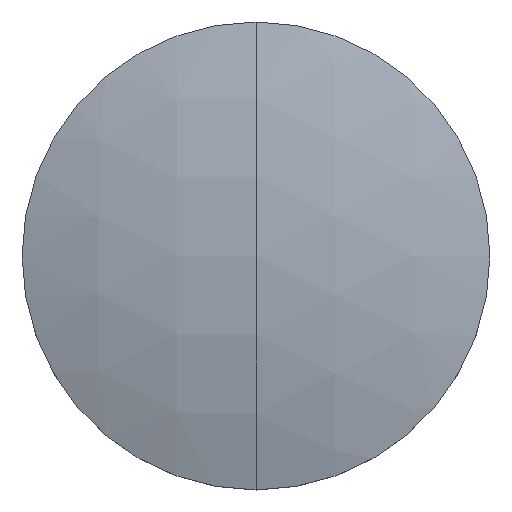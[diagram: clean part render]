
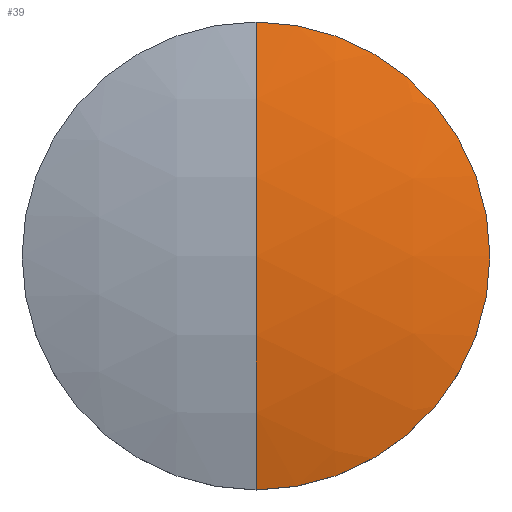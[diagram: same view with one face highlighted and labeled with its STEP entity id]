
A CAD part, top view. The second image highlights one B-rep face of the part: STEP entity #39.
In plain terms, the highlighted spherical face has radius 21.69 mm.
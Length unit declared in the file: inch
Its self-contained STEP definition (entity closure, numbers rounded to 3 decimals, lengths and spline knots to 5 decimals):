
#1 = ORIENTED_EDGE ( 'NONE', *, *, #11, .F. ) ;
#5 = ORIENTED_EDGE ( 'NONE', *, *, #9, .T. ) ;
#9 = EDGE_CURVE ( 'NONE', #22, #12, #70, .T. ) ;
#11 = EDGE_CURVE ( 'NONE', #15, #12, #90, .T. ) ;
#12 = VERTEX_POINT ( 'NONE', #83 ) ;
#15 = VERTEX_POINT ( 'NONE', #74 ) ;
#21 = EDGE_LOOP ( 'NONE', ( #23, #5, #1 ) ) ;
#22 = VERTEX_POINT ( 'NONE', #89 ) ;
#23 = ORIENTED_EDGE ( 'NONE', *, *, #24, .F. ) ;
#24 = EDGE_CURVE ( 'NONE', #22, #15, #88, .T. ) ;
#39 = ADVANCED_FACE ( 'NONE', ( #193 ), #160, .T. ) ;
#59 = DIRECTION ( 'NONE',  ( 0., 1., 0. ) ) ;
#60 = DIRECTION ( 'NONE',  ( 1., 0., 0. ) ) ;
#68 = CARTESIAN_POINT ( 'NONE',  ( 0., 0., -0.80571 ) ) ;
#69 = AXIS2_PLACEMENT_3D ( 'NONE', #68, #60, #59 ) ;
#70 = CIRCLE ( 'NONE', #69, 0.85394 ) ;
#74 = CARTESIAN_POINT ( 'NONE',  ( 0., 0.25, 0.01081 ) ) ;
#76 = CARTESIAN_POINT ( 'NONE',  ( 0., 0., 0.01081 ) ) ;
#83 = CARTESIAN_POINT ( 'NONE',  ( 0., -0.25, 0.01081 ) ) ;
#84 = DIRECTION ( 'NONE',  ( 0., 0., 1. ) ) ;
#85 = DIRECTION ( 'NONE',  ( -1., 0., 0. ) ) ;
#86 = CARTESIAN_POINT ( 'NONE',  ( 0., 0., -0.80571 ) ) ;
#87 = AXIS2_PLACEMENT_3D ( 'NONE', #86, #85, #84 ) ;
#88 = CIRCLE ( 'NONE', #87, 0.85394 ) ;
#89 = CARTESIAN_POINT ( 'NONE',  ( 0., 0., 0.04823 ) ) ;
#90 = CIRCLE ( 'NONE', #94, 0.25 ) ;
#92 = DIRECTION ( 'NONE',  ( 0., 1., 0. ) ) ;
#93 = DIRECTION ( 'NONE',  ( 0., 0., -1. ) ) ;
#94 = AXIS2_PLACEMENT_3D ( 'NONE', #76, #93, #92 ) ;
#156 = DIRECTION ( 'NONE',  ( 0., 1., 0. ) ) ;
#157 = DIRECTION ( 'NONE',  ( 1., 0., 0. ) ) ;
#158 = CARTESIAN_POINT ( 'NONE',  ( 0., 0., -0.80571 ) ) ;
#159 = AXIS2_PLACEMENT_3D ( 'NONE', #158, #157, #156 ) ;
#160 = SPHERICAL_SURFACE ( 'NONE', #159, 0.85394 ) ;
#193 = FACE_OUTER_BOUND ( 'NONE', #21, .T. ) ;
